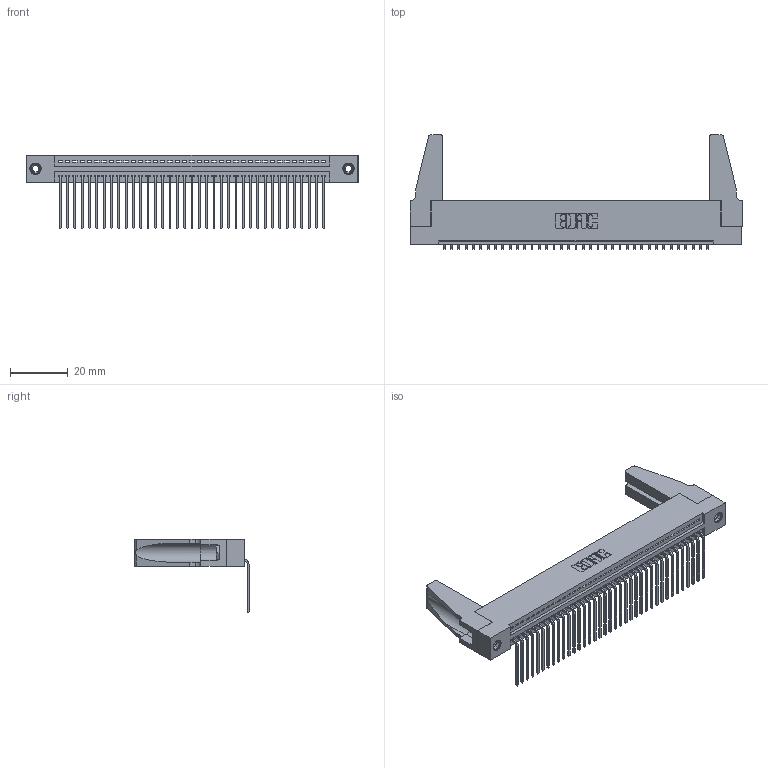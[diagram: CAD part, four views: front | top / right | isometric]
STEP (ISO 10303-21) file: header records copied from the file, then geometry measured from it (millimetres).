
FILE_DESCRIPTION (( 'STEP AP203' ), '1' );
FILE_NAME ('345-037-559-188.STEP', '2019-10-08T02:22:17', ( '' ), ( '' ), 'SwSTEP 2.0', 'SolidWorks 2016', '' );
FILE_SCHEMA (( 'CONFIG_CONTROL_DESIGN' ));
Length unit declared in the file: inch
Products named in the file (5): 345-037-559-188; 345 Part_Flush Mounting Lugs - 0.156 Dia-TH; 345-292-001_558 559 Tail - 1; 345-250-001_345-250-001-102; 345-220-078_345-220-088
Assembly tree (42 placements, depth 2):
  345-037-559-188
    345 Part_Flush Mounting Lugs - 0.156 Dia-TH
    345-292-001_558 559 Tail - 1  x37
    345-250-001_345-250-001-102  x2
    345-220-078_345-220-088  x2
Bounding box: 115.21 x 39.61 x 25.53 mm (x, y, z)
Volume: 14278 mm3; surface area: 18437.6 mm2
Topology: 42 solids, 42 shells, 2470 faces, 7389 edges, 4866 vertices
Faces by surface type: plane 1706, cylinder 748, cone 12, torus 4
Entity records: 30752 total; most frequent: CARTESIAN_POINT 5317, ORIENTED_EDGE 5248, DIRECTION 4658, EDGE_CURVE 2624, LINE 2302, VECTOR 2302, VERTEX_POINT 1742, AXIS2_PLACEMENT_3D 1178
